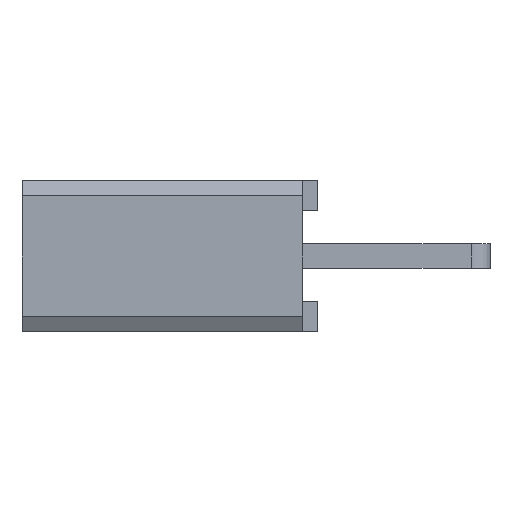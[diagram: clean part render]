
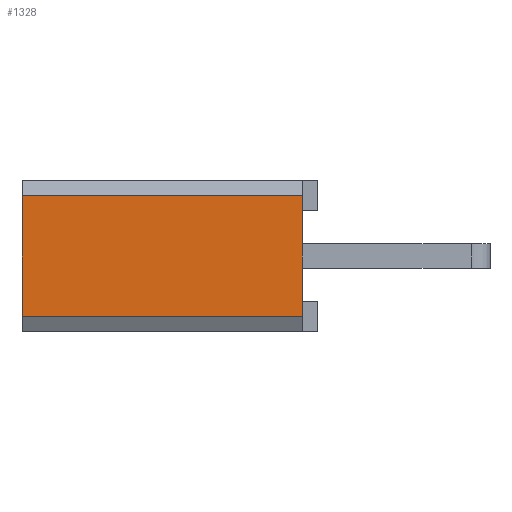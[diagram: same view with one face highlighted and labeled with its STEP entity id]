
A CAD part, left-side view. The second image highlights one B-rep face of the part: STEP entity #1328.
In plain terms, the highlighted planar face has unit normal (-1, 0, 0).
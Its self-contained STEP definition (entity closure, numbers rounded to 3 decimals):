
#473 = LINE ( 'NONE', #3872, #474 ) ;
#474 = VECTOR ( 'NONE', #3873, 1000. ) ;
#500 = CARTESIAN_POINT ( 'NONE',  ( -20.32, 5., -1.016 ) ) ;
#501 = CARTESIAN_POINT ( 'NONE',  ( -20.32, 5., 1.016 ) ) ;
#884 = EDGE_LOOP ( 'NONE', ( #1257, #1258, #1259, #1260 ) ) ;
#1257 = ORIENTED_EDGE ( 'NONE', *, *, #6204, .F. ) ;
#1258 = ORIENTED_EDGE ( 'NONE', *, *, #5976, .F. ) ;
#1259 = ORIENTED_EDGE ( 'NONE', *, *, #6200, .T. ) ;
#1260 = ORIENTED_EDGE ( 'NONE', *, *, #6162, .F. ) ;
#1328 = ADVANCED_FACE ( 'NONE', ( #3516 ), #1863, .F. ) ;
#1855 = CARTESIAN_POINT ( 'NONE',  ( -20.32, 5., -1.27 ) ) ;
#1863 = PLANE ( 'NONE',  #5876 ) ;
#1977 = DIRECTION ( 'NONE',  ( 1., 0., 0. ) ) ;
#1978 = DIRECTION ( 'NONE',  ( 0., 0., -1. ) ) ;
#2160 = VERTEX_POINT ( 'NONE', #4874 ) ;
#2161 = VERTEX_POINT ( 'NONE', #4875 ) ;
#2474 = CARTESIAN_POINT ( 'NONE',  ( -20.32, 5., -1.27 ) ) ;
#2475 = DIRECTION ( 'NONE',  ( 0., 0., 1. ) ) ;
#2550 = CARTESIAN_POINT ( 'NONE',  ( -20.32, 0., 1.016 ) ) ;
#2551 = DIRECTION ( 'NONE',  ( 0., 1., 0. ) ) ;
#2552 = CARTESIAN_POINT ( 'NONE',  ( -20.32, 0., -1.016 ) ) ;
#2559 = DIRECTION ( 'NONE',  ( 0., 1., 0. ) ) ;
#3031 = VERTEX_POINT ( 'NONE', #500 ) ;
#3032 = VERTEX_POINT ( 'NONE', #501 ) ;
#3516 = FACE_OUTER_BOUND ( 'NONE', #884, .T. ) ;
#3573 = LINE ( 'NONE', #2474, #3574 ) ;
#3574 = VECTOR ( 'NONE', #2475, 1000. ) ;
#3636 = LINE ( 'NONE', #2552, #3657 ) ;
#3649 = LINE ( 'NONE', #2550, #3650 ) ;
#3650 = VECTOR ( 'NONE', #2551, 1000. ) ;
#3657 = VECTOR ( 'NONE', #2559, 1000. ) ;
#3872 = CARTESIAN_POINT ( 'NONE',  ( -20.32, 0.254, -0.762 ) ) ;
#3873 = DIRECTION ( 'NONE',  ( 0., 0., -1. ) ) ;
#4874 = CARTESIAN_POINT ( 'NONE',  ( -20.32, 0.254, 1.016 ) ) ;
#4875 = CARTESIAN_POINT ( 'NONE',  ( -20.32, 0.254, -1.016 ) ) ;
#5876 = AXIS2_PLACEMENT_3D ( 'NONE', #1855, #1977, #1978 ) ;
#5976 = EDGE_CURVE ( 'NONE', #2160, #2161, #473, .T. ) ;
#6162 = EDGE_CURVE ( 'NONE', #3031, #3032, #3573, .T. ) ;
#6200 = EDGE_CURVE ( 'NONE', #2160, #3032, #3649, .T. ) ;
#6204 = EDGE_CURVE ( 'NONE', #2161, #3031, #3636, .T. ) ;
